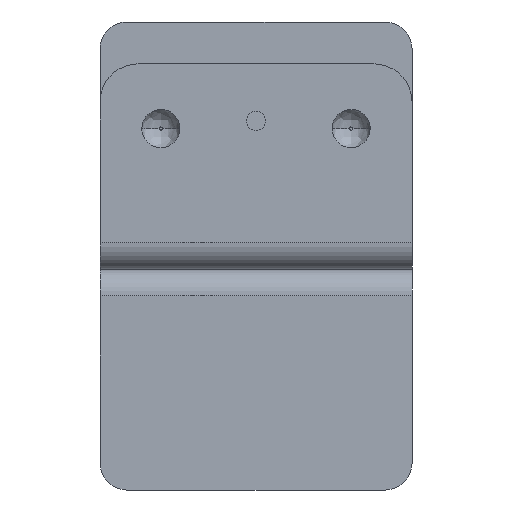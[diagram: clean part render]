
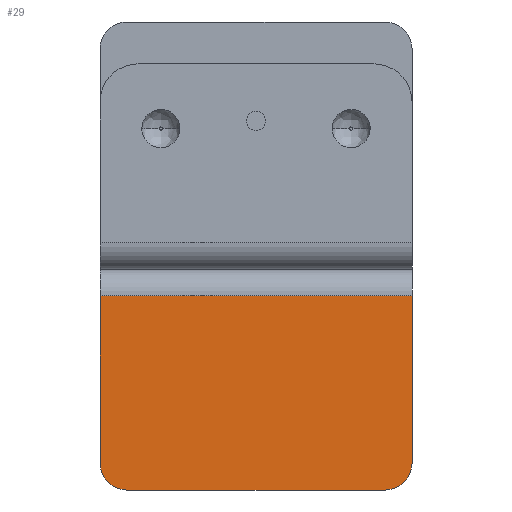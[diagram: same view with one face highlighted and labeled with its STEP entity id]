
A CAD part, front view. The second image highlights one B-rep face of the part: STEP entity #29.
In plain terms, the highlighted planar face has unit normal (0, -1, 0).
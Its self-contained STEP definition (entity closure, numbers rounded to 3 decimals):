
#21 = ORIENTED_EDGE ( 'NONE', *, *, #546, .T. ) ;
#29 = ADVANCED_FACE ( 'NONE', ( #291 ), #274, .T. ) ;
#56 = CARTESIAN_POINT ( 'NONE',  ( 20.5, -32.3, -61.5 ) ) ;
#182 = EDGE_CURVE ( 'NONE', #2386, #1051, #2904, .T. ) ;
#242 = ORIENTED_EDGE ( 'NONE', *, *, #182, .T. ) ;
#274 = PLANE ( 'NONE',  #622 ) ;
#291 = FACE_OUTER_BOUND ( 'NONE', #2677, .T. ) ;
#316 = CARTESIAN_POINT ( 'NONE',  ( 17., -32.3, -61.5 ) ) ;
#396 = EDGE_CURVE ( 'NONE', #2801, #1051, #1634, .T. ) ;
#526 = DIRECTION ( 'NONE',  ( 0., 0., 1. ) ) ;
#542 = CARTESIAN_POINT ( 'NONE',  ( -20.5, -32.3, -46.99 ) ) ;
#546 = EDGE_CURVE ( 'NONE', #2844, #798, #1950, .T. ) ;
#622 = AXIS2_PLACEMENT_3D ( 'NONE', #56, #2132, #1470 ) ;
#644 = CARTESIAN_POINT ( 'NONE',  ( -17., -32.3, -61.5 ) ) ;
#711 = AXIS2_PLACEMENT_3D ( 'NONE', #890, #2083, #1817 ) ;
#798 = VERTEX_POINT ( 'NONE', #1961 ) ;
#817 = VECTOR ( 'NONE', #1520, 1000. ) ;
#846 = CARTESIAN_POINT ( 'NONE',  ( -20.5, -32.3, -58. ) ) ;
#851 = CARTESIAN_POINT ( 'NONE',  ( 20.5, -32.3, -61.5 ) ) ;
#890 = CARTESIAN_POINT ( 'NONE',  ( 17., -32.3, -58. ) ) ;
#943 = LINE ( 'NONE', #959, #1694 ) ;
#959 = CARTESIAN_POINT ( 'NONE',  ( 20.5, -32.3, -46.99 ) ) ;
#1000 = EDGE_CURVE ( 'NONE', #2336, #2386, #1636, .T. ) ;
#1051 = VERTEX_POINT ( 'NONE', #316 ) ;
#1073 = CARTESIAN_POINT ( 'NONE',  ( 20.5, -32.3, -35.98 ) ) ;
#1142 = DIRECTION ( 'NONE',  ( 0., -1., 0. ) ) ;
#1168 = ORIENTED_EDGE ( 'NONE', *, *, #2195, .F. ) ;
#1296 = ORIENTED_EDGE ( 'NONE', *, *, #396, .F. ) ;
#1346 = AXIS2_PLACEMENT_3D ( 'NONE', #1823, #1142, #1903 ) ;
#1470 = DIRECTION ( 'NONE',  ( 0., 0., -1. ) ) ;
#1520 = DIRECTION ( 'NONE',  ( -1., 0., 0. ) ) ;
#1634 = CIRCLE ( 'NONE', #711, 3.5 ) ;
#1636 = CIRCLE ( 'NONE', #1346, 3.5 ) ;
#1694 = VECTOR ( 'NONE', #2823, 1000. ) ;
#1762 = LINE ( 'NONE', #542, #2238 ) ;
#1770 = ORIENTED_EDGE ( 'NONE', *, *, #1000, .T. ) ;
#1817 = DIRECTION ( 'NONE',  ( 0., 0., 1. ) ) ;
#1823 = CARTESIAN_POINT ( 'NONE',  ( -17., -32.3, -58. ) ) ;
#1903 = DIRECTION ( 'NONE',  ( 0., 0., -1. ) ) ;
#1950 = LINE ( 'NONE', #1073, #817 ) ;
#1961 = CARTESIAN_POINT ( 'NONE',  ( -20.5, -32.3, -35.98 ) ) ;
#2083 = DIRECTION ( 'NONE',  ( 0., 1., 0. ) ) ;
#2132 = DIRECTION ( 'NONE',  ( 0., -1., 0. ) ) ;
#2195 = EDGE_CURVE ( 'NONE', #2844, #2801, #943, .T. ) ;
#2238 = VECTOR ( 'NONE', #526, 1000. ) ;
#2336 = VERTEX_POINT ( 'NONE', #846 ) ;
#2386 = VERTEX_POINT ( 'NONE', #644 ) ;
#2590 = ORIENTED_EDGE ( 'NONE', *, *, #2811, .F. ) ;
#2608 = VECTOR ( 'NONE', #2888, 1000. ) ;
#2625 = CARTESIAN_POINT ( 'NONE',  ( 20.5, -32.3, -58. ) ) ;
#2677 = EDGE_LOOP ( 'NONE', ( #1168, #21, #2590, #1770, #242, #1296 ) ) ;
#2687 = CARTESIAN_POINT ( 'NONE',  ( 20.5, -32.3, -35.98 ) ) ;
#2801 = VERTEX_POINT ( 'NONE', #2625 ) ;
#2811 = EDGE_CURVE ( 'NONE', #2336, #798, #1762, .T. ) ;
#2823 = DIRECTION ( 'NONE',  ( 0., 0., -1. ) ) ;
#2844 = VERTEX_POINT ( 'NONE', #2687 ) ;
#2888 = DIRECTION ( 'NONE',  ( 1., 0., 0. ) ) ;
#2904 = LINE ( 'NONE', #851, #2608 ) ;
